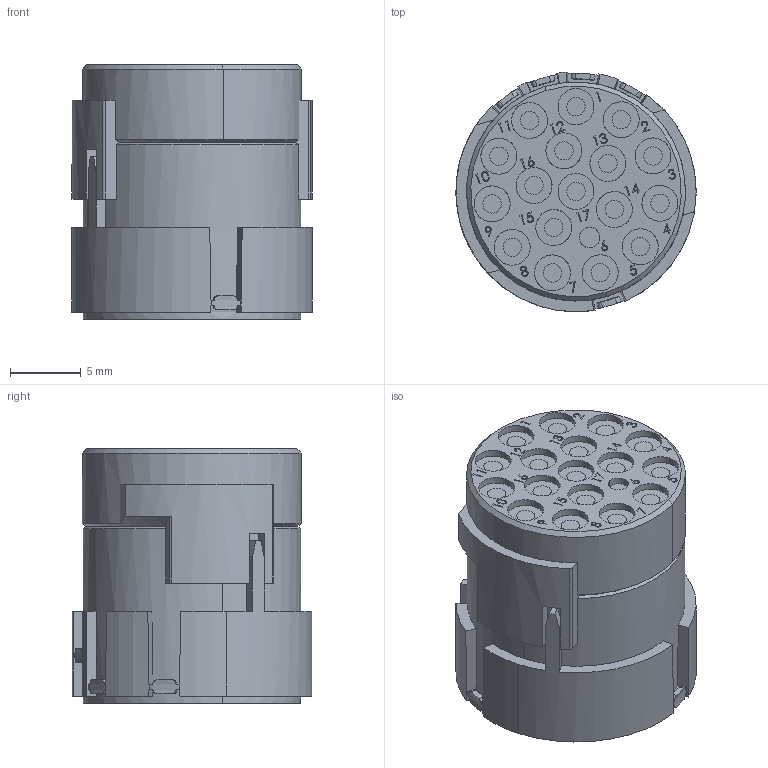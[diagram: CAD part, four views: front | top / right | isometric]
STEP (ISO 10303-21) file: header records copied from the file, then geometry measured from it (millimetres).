
FILE_DESCRIPTION(('CATIA V5 STEP Exchange','CAx-IF Rec.Pracs.--- Model Styling and Organization---1.4--- 2014-01-23'),'2;1');
FILE_NAME ('008219-2_0', '2021-12-06T07:42:09+00:00', ('none'), ('Weidmueller'), 'CATIA Version 5-6 Release 2016 SP3 HF44', 'CATIA V5 STEP AP214', 'none');
FILE_SCHEMA(('AUTOMOTIVE_DESIGN { 1 0 10303 214 1 1 1 1 }'));
Length unit declared in the file: millimetre
Products named in the file (1): 1170110000
Bounding box: 17 x 16.98 x 18 mm (x, y, z)
Volume: 3580.4 mm3; surface area: 3981.6 mm2
Topology: 18 solids, 18 shells, 488 faces, 1544 edges, 1193 vertices
Faces by surface type: plane 244, cylinder 201, cone 42, bspline 1
Entity records: 21314 total; most frequent: CARTESIAN_POINT 8060, ORIENTED_EDGE 3088, DIRECTION 2032, EDGE_CURVE 1544, VERTEX_POINT 1193, AXIS2_PLACEMENT_3D 823, VECTOR 740, LINE 740
